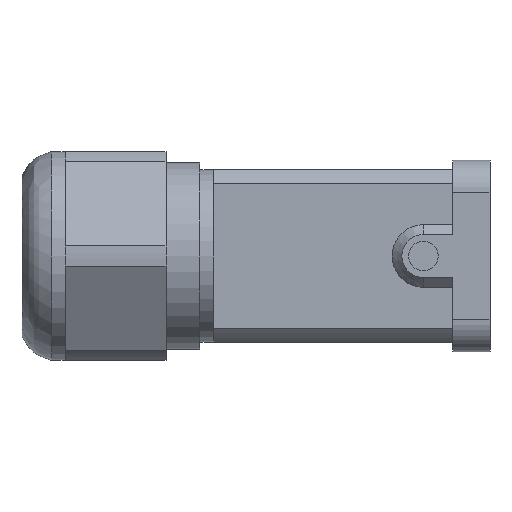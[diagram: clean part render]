
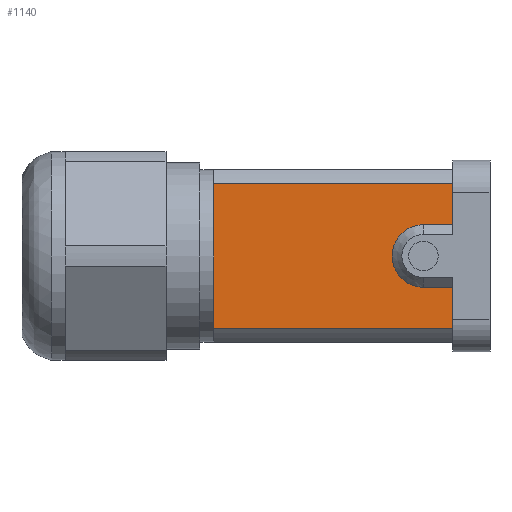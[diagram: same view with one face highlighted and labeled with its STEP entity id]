
A CAD part, left-side view. The second image highlights one B-rep face of the part: STEP entity #1140.
In plain terms, the highlighted planar face has unit normal (-1, 0, 0).
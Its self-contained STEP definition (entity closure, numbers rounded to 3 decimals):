
#853=PLANE('',#4535);
#959=CIRCLE('',#4532,4.35);
#1140=ADVANCED_FACE('',(#1323),#853,.T.);
#1323=FACE_OUTER_BOUND('',#1538,.T.);
#1538=EDGE_LOOP('',(#2381,#2382,#2383,#2384,#2385,#2386,#2387,#2388,#2389));
#2381=ORIENTED_EDGE('',*,*,#3344,.T.);
#2382=ORIENTED_EDGE('',*,*,#3347,.T.);
#2383=ORIENTED_EDGE('',*,*,#3348,.T.);
#2384=ORIENTED_EDGE('',*,*,#3312,.T.);
#2385=ORIENTED_EDGE('',*,*,#3314,.T.);
#2386=ORIENTED_EDGE('',*,*,#3323,.T.);
#2387=ORIENTED_EDGE('',*,*,#3325,.T.);
#2388=ORIENTED_EDGE('',*,*,#3340,.T.);
#2389=ORIENTED_EDGE('',*,*,#3343,.T.);
#2853=VERTEX_POINT('',#6783);
#2856=VERTEX_POINT('',#6788);
#2857=VERTEX_POINT('',#6792);
#2862=VERTEX_POINT('',#6809);
#2864=VERTEX_POINT('',#6814);
#2871=VERTEX_POINT('',#6841);
#2873=VERTEX_POINT('',#6847);
#2874=VERTEX_POINT('',#6851);
#2876=VERTEX_POINT('',#6857);
#3312=EDGE_CURVE('',#2853,#2856,#3710,.T.);
#3314=EDGE_CURVE('',#2856,#2857,#3711,.T.);
#3323=EDGE_CURVE('',#2857,#2862,#3716,.T.);
#3325=EDGE_CURVE('',#2862,#2864,#3717,.T.);
#3340=EDGE_CURVE('',#2864,#2871,#3731,.T.);
#3343=EDGE_CURVE('',#2871,#2873,#3734,.T.);
#3344=EDGE_CURVE('',#2873,#2874,#959,.T.);
#3347=EDGE_CURVE('',#2874,#2876,#3736,.T.);
#3348=EDGE_CURVE('',#2876,#2853,#3737,.T.);
#3710=LINE('',#6789,#4089);
#3711=LINE('',#6793,#4090);
#3716=LINE('',#6810,#4095);
#3717=LINE('',#6815,#4096);
#3731=LINE('',#6842,#4110);
#3734=LINE('',#6848,#4113);
#3736=LINE('',#6856,#4115);
#3737=LINE('',#6858,#4116);
#4089=VECTOR('',#5340,1.);
#4090=VECTOR('',#5345,1.);
#4095=VECTOR('',#5364,1.);
#4096=VECTOR('',#5369,1.);
#4110=VECTOR('',#5395,1.);
#4113=VECTOR('',#5400,1.);
#4115=VECTOR('',#5410,1.);
#4116=VECTOR('',#5411,1.);
#4532=AXIS2_PLACEMENT_3D('',#6850,#5403,#5404);
#4535=AXIS2_PLACEMENT_3D('',#6859,#5412,#5413);
#5340=DIRECTION('',(0.,1.,0.));
#5345=DIRECTION('',(0.,0.,-1.));
#5364=DIRECTION('',(0.,0.,-1.));
#5369=DIRECTION('',(0.,-1.,0.));
#5395=DIRECTION('',(0.,0.,1.));
#5400=DIRECTION('',(0.,1.,0.));
#5403=DIRECTION('',(1.,0.,0.));
#5404=DIRECTION('',(0.,0.,-1.));
#5410=DIRECTION('',(0.,-1.,0.));
#5411=DIRECTION('',(0.,0.,1.));
#5412=DIRECTION('',(-1.,0.,0.));
#5413=DIRECTION('',(0.,0.,1.));
#6783=CARTESIAN_POINT('',(-11.95,5.15,10.028));
#6788=CARTESIAN_POINT('',(-11.95,38.35,10.028));
#6789=CARTESIAN_POINT('',(-11.95,5.15,10.028));
#6792=CARTESIAN_POINT('',(-11.95,38.35,0.));
#6793=CARTESIAN_POINT('',(-11.95,38.35,10.028));
#6809=CARTESIAN_POINT('',(-11.95,38.35,-10.028));
#6810=CARTESIAN_POINT('',(-11.95,38.35,0.));
#6814=CARTESIAN_POINT('',(-11.95,5.15,-10.028));
#6815=CARTESIAN_POINT('',(-11.95,38.35,-10.028));
#6841=CARTESIAN_POINT('',(-11.95,5.15,-4.35));
#6842=CARTESIAN_POINT('',(-11.95,5.15,-10.028));
#6847=CARTESIAN_POINT('',(-11.95,9.2,-4.35));
#6848=CARTESIAN_POINT('',(-11.95,5.15,-4.35));
#6850=CARTESIAN_POINT('',(-11.95,9.2,0.));
#6851=CARTESIAN_POINT('',(-11.95,9.2,4.35));
#6856=CARTESIAN_POINT('',(-11.95,9.2,4.35));
#6857=CARTESIAN_POINT('',(-11.95,5.15,4.35));
#6858=CARTESIAN_POINT('',(-11.95,5.15,4.35));
#6859=CARTESIAN_POINT('',(-11.95,-0.05,-10.028));
